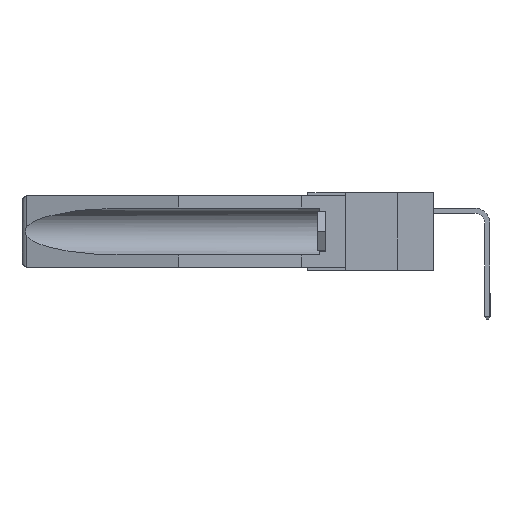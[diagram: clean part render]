
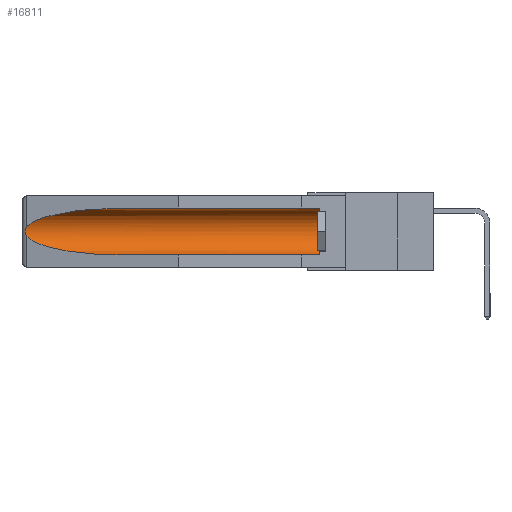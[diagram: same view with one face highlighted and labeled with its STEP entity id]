
A CAD part, left-side view. The second image highlights one B-rep face of the part: STEP entity #16811.
In plain terms, the highlighted cylindrical face has radius 2.857 mm (diameter 5.715 mm), a partial arc.
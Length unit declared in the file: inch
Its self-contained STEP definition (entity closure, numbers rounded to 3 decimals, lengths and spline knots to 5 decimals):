
#45 = CARTESIAN_POINT ( 'NONE',  ( 0.155, 1.07973, -0.284 ) ) ;
#684 = B_SPLINE_CURVE_WITH_KNOTS ( 'NONE', 3,
 ( #14457, #18744, #4965, #14812, #8828, #5059, #24332, #12886, #4696, #16528 ),
 .UNSPECIFIED., .F., .F.,
 ( 4, 2, 2, 2, 4 ),
 ( 0., 0.00029, 0.00058, 0.00087, 0.00117 ),
 .UNSPECIFIED. ) ;
#848 = CARTESIAN_POINT ( 'NONE',  ( 0.155, -0.30754, -0.1715 ) ) ;
#957 = DIRECTION ( 'NONE',  ( 0., 1., 0. ) ) ;
#1261 = LINE ( 'NONE', #21188, #7743 ) ;
#1712 = CARTESIAN_POINT ( 'NONE',  ( 0.26537, 1.52718, -0.14972 ) ) ;
#3592 = ORIENTED_EDGE ( 'NONE', *, *, #18619, .T. ) ;
#3749 = VERTEX_POINT ( 'NONE', #16225 ) ;
#4456 = CIRCLE ( 'NONE', #20153, 0.1125 ) ;
#4530 = EDGE_CURVE ( 'NONE', #3749, #14498, #1261, .T. ) ;
#4696 = CARTESIAN_POINT ( 'NONE',  ( 0.26597, 1.5296, -0.19026 ) ) ;
#4837 = VERTEX_POINT ( 'NONE', #15191 ) ;
#4965 = CARTESIAN_POINT ( 'NONE',  ( 0.26654, 1.53092, -0.15636 ) ) ;
#5059 = CARTESIAN_POINT ( 'NONE',  ( 0.2675, 1.53308, -0.17534 ) ) ;
#5100 = EDGE_LOOP ( 'NONE', ( #13819, #19518, #3592, #21930, #12885, #6914 ) ) ;
#5494 = VERTEX_POINT ( 'NONE', #5585 ) ;
#5585 = CARTESIAN_POINT ( 'NONE',  ( 0.155, 0.126, -0.059 ) ) ;
#5781 = CARTESIAN_POINT ( 'NONE',  ( 0.25451, 1.48313, -0.24835 ) ) ;
#6340 = CARTESIAN_POINT ( 'NONE',  ( 0.155, 1.07973, -0.284 ) ) ;
#6914 = ORIENTED_EDGE ( 'NONE', *, *, #21321, .T. ) ;
#7538 = LINE ( 'NONE', #10674, #17321 ) ;
#7662 = CARTESIAN_POINT ( 'NONE',  ( 0.155, 1.07973, -0.059 ) ) ;
#7743 = VECTOR ( 'NONE', #9410, 39.37008 ) ;
#8468 = FACE_OUTER_BOUND ( 'NONE', #5100, .T. ) ;
#8828 = CARTESIAN_POINT ( 'NONE',  ( 0.2675, 1.53308, -0.16763 ) ) ;
#9410 = DIRECTION ( 'NONE',  ( 0., 1., 0. ) ) ;
#9883 = CARTESIAN_POINT ( 'NONE',  ( 0.155, 0.126, -0.1715 ) ) ;
#10674 = CARTESIAN_POINT ( 'NONE',  ( 0.155, -0.30754, -0.059 ) ) ;
#12148 = AXIS2_PLACEMENT_3D ( 'NONE', #848, #14538, #20358 ) ;
#12885 = ORIENTED_EDGE ( 'NONE', *, *, #17384, .T. ) ;
#12886 = CARTESIAN_POINT ( 'NONE',  ( 0.26655, 1.53094, -0.18657 ) ) ;
#13819 = ORIENTED_EDGE ( 'NONE', *, *, #25262, .T. ) ;
#14050 = DIRECTION ( 'NONE',  ( 0., 0., 1. ) ) ;
#14457 = CARTESIAN_POINT ( 'NONE',  ( 0.26537, 1.52718, -0.14972 ) ) ;
#14498 = VERTEX_POINT ( 'NONE', #6340 ) ;
#14538 = DIRECTION ( 'NONE',  ( 0., 1., 0. ) ) ;
#14812 = CARTESIAN_POINT ( 'NONE',  ( 0.2673, 1.5327, -0.16383 ) ) ;
#14888 = CARTESIAN_POINT ( 'NONE',  ( 0.26537, 1.52718, -0.19328 ) ) ;
#15191 = CARTESIAN_POINT ( 'NONE',  ( 0.26537, 1.52718, -0.14972 ) ) ;
#16225 = CARTESIAN_POINT ( 'NONE',  ( 0.155, 0.126, -0.284 ) ) ;
#16528 = CARTESIAN_POINT ( 'NONE',  ( 0.26537, 1.52718, -0.19328 ) ) ;
#16811 = ADVANCED_FACE ( 'NONE', ( #8468 ), #17987, .F. ) ;
#17321 = VECTOR ( 'NONE', #957, 39.37008 ) ;
#17384 = EDGE_CURVE ( 'NONE', #3749, #5494, #4456, .T. ) ;
#17987 = CYLINDRICAL_SURFACE ( 'NONE', #12148, 0.1125 ) ;
#18619 = EDGE_CURVE ( 'NONE', #24340, #14498, #25282, .T. ) ;
#18744 = CARTESIAN_POINT ( 'NONE',  ( 0.26597, 1.52961, -0.15275 ) ) ;
#19058 = CARTESIAN_POINT ( 'NONE',  ( 0.26537, 1.52718, -0.19328 ) ) ;
#19518 = ORIENTED_EDGE ( 'NONE', *, *, #24926, .T. ) ;
#20032 = DIRECTION ( 'NONE',  ( 0., -1., 0. ) ) ;
#20153 = AXIS2_PLACEMENT_3D ( 'NONE', #9883, #20032, #14050 ) ;
#20358 = DIRECTION ( 'NONE',  ( 0., 0., 1. ) ) ;
#20801 = VERTEX_POINT ( 'NONE', #22827 ) ;
#21188 = CARTESIAN_POINT ( 'NONE',  ( 0.155, -0.30754, -0.284 ) ) ;
#21321 = EDGE_CURVE ( 'NONE', #5494, #20801, #7538, .T. ) ;
#21516 = CARTESIAN_POINT ( 'NONE',  ( 0.21114, 1.30732, -0.284 ) ) ;
#21930 = ORIENTED_EDGE ( 'NONE', *, *, #4530, .F. ) ;
#22827 = CARTESIAN_POINT ( 'NONE',  ( 0.155, 1.07973, -0.059 ) ) ;
#23174 = CARTESIAN_POINT ( 'NONE',  ( 0.21114, 1.30732, -0.059 ) ) ;
#24167 =( BOUNDED_CURVE ( )  B_SPLINE_CURVE ( 3, ( #7662, #23174, #25099, #1712 ),
 .UNSPECIFIED., .F., .F. ) 
 B_SPLINE_CURVE_WITH_KNOTS ( ( 4, 4 ),
 ( 4.71239, 6.08839 ),
 .UNSPECIFIED. ) 
 CURVE ( )  GEOMETRIC_REPRESENTATION_ITEM ( )  RATIONAL_B_SPLINE_CURVE ( ( 1., 0.848, 0.848, 1. ) ) 
 REPRESENTATION_ITEM ( '' )  );
#24332 = CARTESIAN_POINT ( 'NONE',  ( 0.2673, 1.53269, -0.17917 ) ) ;
#24340 = VERTEX_POINT ( 'NONE', #14888 ) ;
#24926 = EDGE_CURVE ( 'NONE', #4837, #24340, #684, .T. ) ;
#25099 = CARTESIAN_POINT ( 'NONE',  ( 0.25451, 1.48313, -0.09465 ) ) ;
#25262 = EDGE_CURVE ( 'NONE', #20801, #4837, #24167, .T. ) ;
#25282 =( BOUNDED_CURVE ( )  B_SPLINE_CURVE ( 3, ( #19058, #5781, #21516, #45 ),
 .UNSPECIFIED., .F., .F. ) 
 B_SPLINE_CURVE_WITH_KNOTS ( ( 4, 4 ),
 ( 0.1948, 1.5708 ),
 .UNSPECIFIED. ) 
 CURVE ( )  GEOMETRIC_REPRESENTATION_ITEM ( )  RATIONAL_B_SPLINE_CURVE ( ( 1., 0.848, 0.848, 1. ) ) 
 REPRESENTATION_ITEM ( '' )  );
